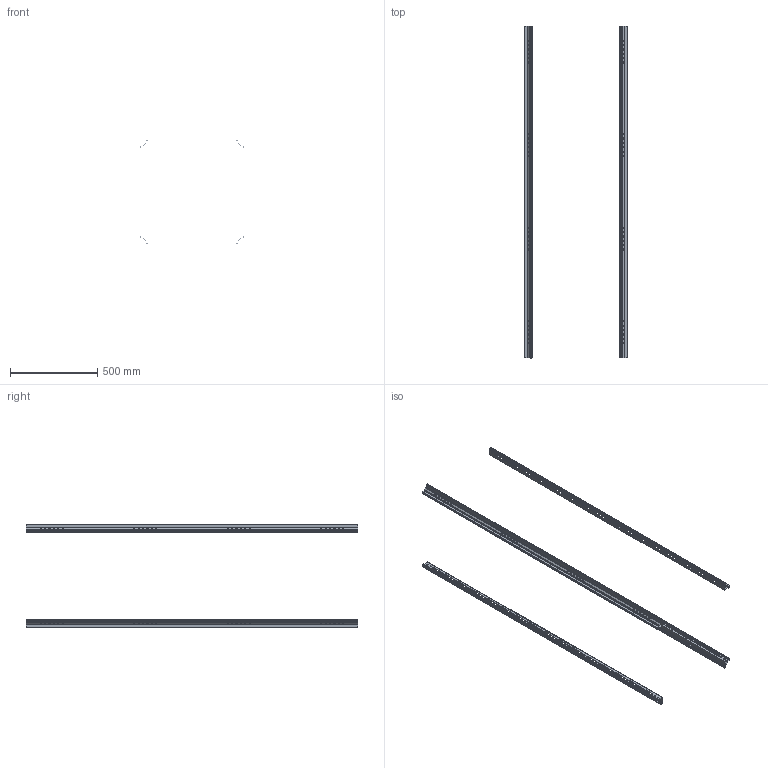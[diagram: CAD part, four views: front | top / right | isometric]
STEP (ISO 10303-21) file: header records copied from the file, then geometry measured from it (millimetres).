
FILE_DESCRIPTION (( 'STEP AP203' ), '1' );
FILE_NAME ('MA1.102.060620.00.00 AleSta-VG2000 Ñòîéêè âåðòèêàëüíûå, Â=2000ìì (4øò).STEP', '2024-02-07T11:57:27', ( '' ), ( '' ), 'SwSTEP 2.0', 'SolidWorks 2021', '' );
FILE_SCHEMA (( 'CONFIG_CONTROL_DESIGN' ));
Length unit declared in the file: millimetre
Products named in the file (2): MA1.102.060620.00.01 Ïðîôèëü âåðòèêàëüíûé ñâàðíîé_04 L=1898 (‚=2000); MA1.102.060620.00.00 AleSta-VG2000 Ñòîéêè âåðòèêàëüíûå, Â=2000ìì  (4øò)
Assembly tree (4 placements, depth 2):
  MA1.102.060620.00.00 AleSta-VG2000 Ñòîéêè âåðòèêàëüíûå, Â=2000ìì  (4øò)
    MA1.102.060620.00.01 Ïðîôèëü âåðòèêàëüíûé ñâàðíîé_04 L=1898 (‚=2000)  x4
Bounding box: 592 x 1898 x 592 mm (x, y, z)
Volume: 1778342.8 mm3; surface area: 2454077.9 mm2
Topology: 4 solids, 4 shells, 5088 faces, 13864 edges, 8880 vertices
Faces by surface type: plane 2776, cylinder 1736, torus 576
Entity records: 41654 total; most frequent: DIRECTION 7180, CARTESIAN_POINT 6965, ORIENTED_EDGE 6932, EDGE_CURVE 3466, AXIS2_PLACEMENT_3D 2435, VECTOR 2310, LINE 2310, VERTEX_POINT 2220
